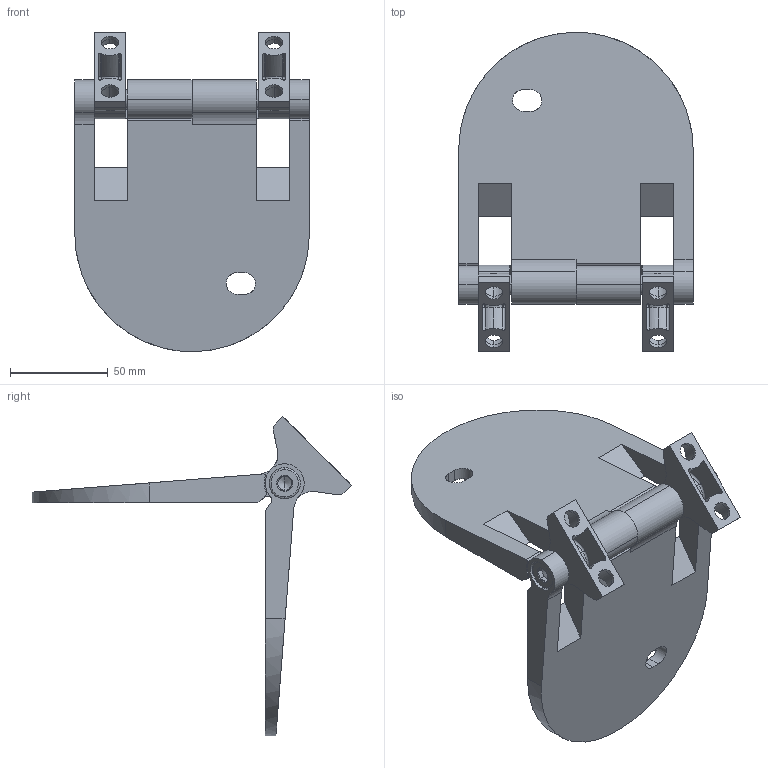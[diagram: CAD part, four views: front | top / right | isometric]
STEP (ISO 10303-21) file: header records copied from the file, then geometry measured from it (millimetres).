
FILE_DESCRIPTION (( 'STEP AP203' ), '1' );
FILE_NAME ('A14_2x00-90.STEP', '2024-09-11T11:07:35', ( '' ), ( '' ), 'SwSTEP 2.0', 'SolidWorks 2019', '' );
FILE_SCHEMA (( 'CONFIG_CONTROL_DESIGN' ));
Length unit declared in the file: millimetre
Products named in the file (4): SKRUTKA DIN 7984 8.8 Zink._M10 x 50; A14_2x00-90.P1; A14_2x00-90; A14_2x00-90.P2
Assembly tree (6 placements, depth 2):
  A14_2x00-90
    A14_2x00-90.P1  x2
    A14_2x00-90.P2  x2
    SKRUTKA DIN 7984 8.8 Zink._M10 x 50  x2
Bounding box: 120 x 163.49 x 163.49 mm (x, y, z)
Volume: 165323.7 mm3; surface area: 99928.1 mm2
Topology: 6 solids, 6 shells, 796 faces, 1920 edges, 1088 vertices
Faces by surface type: cylinder 366, plane 192, sphere 84, torus 82, bspline 52, cone 20
Entity records: 12589 total; most frequent: CARTESIAN_POINT 3181, DIRECTION 1996, ORIENTED_EDGE 1824, EDGE_CURVE 912, AXIS2_PLACEMENT_3D 797, VERTEX_POINT 526, EDGE_LOOP 416, CIRCLE 416
